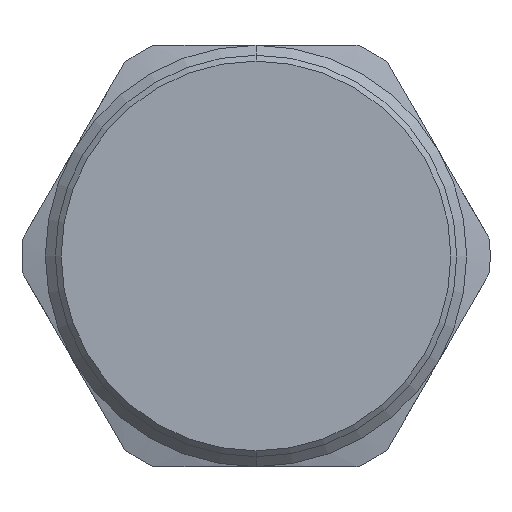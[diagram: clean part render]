
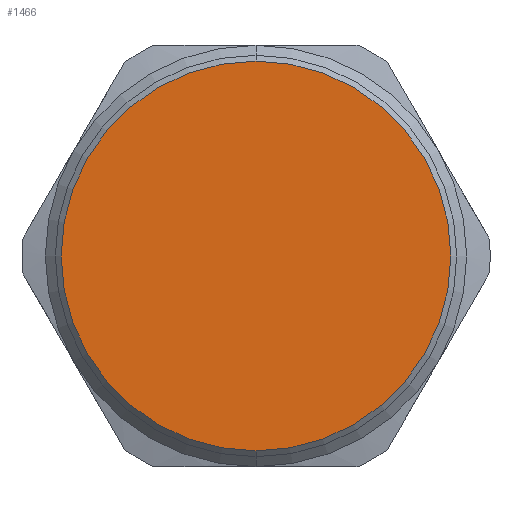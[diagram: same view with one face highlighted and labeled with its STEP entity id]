
A CAD part, front view. The second image highlights one B-rep face of the part: STEP entity #1466.
In plain terms, the highlighted planar face has unit normal (0, -1, 0).
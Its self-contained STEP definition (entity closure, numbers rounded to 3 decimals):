
#101 = DIRECTION ( 'NONE',  ( 0., 0., 1. ) ) ;
#102 = DIRECTION ( 'NONE',  ( 0., 1., 0. ) ) ;
#518 = CARTESIAN_POINT ( 'NONE',  ( 0., -20., 0. ) ) ;
#519 = AXIS2_PLACEMENT_3D ( 'NONE', #518, #102, #101 ) ;
#520 = PLANE ( 'NONE',  #519 ) ;
#522 = FACE_OUTER_BOUND ( 'NONE', #1460, .T. ) ;
#528 = DIRECTION ( 'NONE',  ( 0., 0., 1. ) ) ;
#529 = DIRECTION ( 'NONE',  ( 0., -1., 0. ) ) ;
#530 = CARTESIAN_POINT ( 'NONE',  ( 0., -20., 0. ) ) ;
#531 = AXIS2_PLACEMENT_3D ( 'NONE', #530, #529, #528 ) ;
#532 = CIRCLE ( 'NONE', #531, 16.65 ) ;
#1218 = CARTESIAN_POINT ( 'NONE',  ( 0., -20., -16.65 ) ) ;
#1219 = CARTESIAN_POINT ( 'NONE',  ( 0., -20., 16.65 ) ) ;
#1253 = DIRECTION ( 'NONE',  ( 0., 0., 1. ) ) ;
#1254 = DIRECTION ( 'NONE',  ( 0., -1., 0. ) ) ;
#1255 = CARTESIAN_POINT ( 'NONE',  ( 0., -20., 0. ) ) ;
#1256 = AXIS2_PLACEMENT_3D ( 'NONE', #1255, #1254, #1253 ) ;
#1257 = CIRCLE ( 'NONE', #1256, 16.65 ) ;
#1458 = ORIENTED_EDGE ( 'NONE', *, *, #1857, .T. ) ;
#1459 = ORIENTED_EDGE ( 'NONE', *, *, #1461, .T. ) ;
#1460 = EDGE_LOOP ( 'NONE', ( #1459, #1458 ) ) ;
#1461 = EDGE_CURVE ( 'NONE', #1849, #1851, #532, .T. ) ;
#1466 = ADVANCED_FACE ( 'NONE', ( #522 ), #520, .F. ) ;
#1849 = VERTEX_POINT ( 'NONE', #1219 ) ;
#1851 = VERTEX_POINT ( 'NONE', #1218 ) ;
#1857 = EDGE_CURVE ( 'NONE', #1851, #1849, #1257, .T. ) ;
